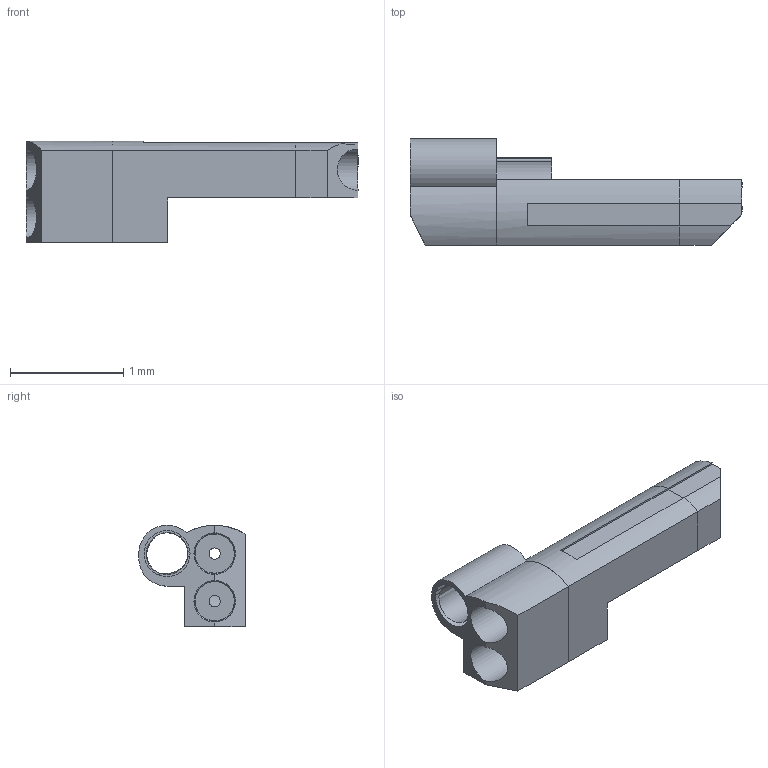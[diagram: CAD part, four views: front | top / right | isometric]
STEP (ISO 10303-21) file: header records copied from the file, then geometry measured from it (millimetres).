
FILE_DESCRIPTION(/* description */ (''),/* implementation_level */ '2;1');
FILE_NAME(/* name */ 'D10000000950983_A001.stp',/* time_stamp */ '2023-12-13T14:40:05+01:00',/* author */ (''),/* organization */ (''),/* preprocessor_version */ 'ST-DEVELOPER v18.1',/* originating_system */ 'SIEMENS PLM Software NX 2000',/* authorisation */ '');
FILE_SCHEMA (('AUTOMOTIVE_DESIGN { 1 0 10303 214 3 1 1 1 }'));
Length unit declared in the file: millimetre
Products named in the file (4): Outlet-D10000000950963-D10000000950963_A001; Sweep-D10000000950973-D10000000950973_A001; Inlet-D10000000950962-D10000000950962_A001; D10000000950983_A001
Assembly tree (3 placements, depth 2):
  D10000000950983_A001
    Inlet-D10000000950962-D10000000950962_A001
    Sweep-D10000000950973-D10000000950973_A001
    Outlet-D10000000950963-D10000000950963_A001
Bounding box: 2.93 x 0.94 x 0.9 mm (x, y, z)
Volume: 0.8 mm3; surface area: 13.7 mm2
Topology: 3 solids, 3 shells, 102 faces, 270 edges, 170 vertices
Faces by surface type: plane 35, cylinder 35, cone 21, torus 6, bspline 5
Full cylindrical faces by diameter (mm): 0.1 x2, 0.14 x1, 0.2 x1, 0.232 x2, 0.366 x10
Entity records: 3806 total; most frequent: CARTESIAN_POINT 794, DIRECTION 473, ORIENTED_EDGE 418, EDGE_CURVE 209, AXIS2_PLACEMENT_3D 193, EDGE_LOOP 151, VERTEX_POINT 150, ADVANCED_FACE 102
